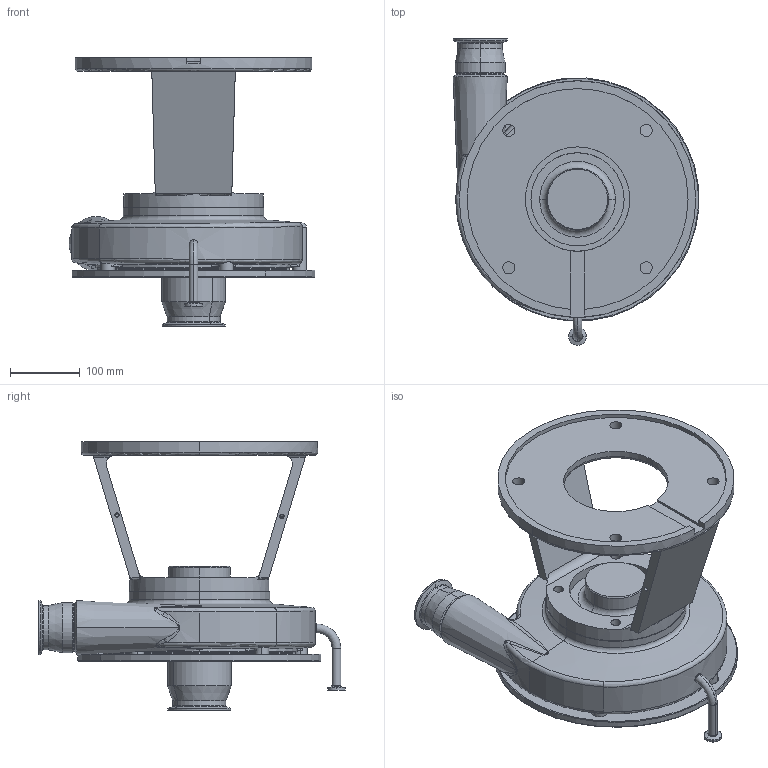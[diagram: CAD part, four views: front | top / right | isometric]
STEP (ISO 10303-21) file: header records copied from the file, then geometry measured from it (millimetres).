
FILE_DESCRIPTION (( 'STEP AP214' ), '1' );
FILE_NAME ('FPX 3551-3552 320TSC VERT 1-2 In ELBOW FRONT DRAIN.STEP', '2023-01-16T17:36:38', ( '' ), ( '' ), 'SwSTEP 2.0', 'SolidWorks 2021', '' );
FILE_SCHEMA (( 'AUTOMOTIVE_DESIGN' ));
Length unit declared in the file: millimetre
Products named in the file (1): FPX 3551-3552 320TSC VERT 1-2 In ELBOW FRONT DRAIN
Bounding box: 353.57 x 440.7 x 386.5 mm (x, y, z)
Volume: 8224429.5 mm3; surface area: 836923.5 mm2
Topology: 2 solids, 5 shells, 431 faces, 1044 edges, 632 vertices
Faces by surface type: cylinder 155, cone 82, plane 81, torus 71, bspline 36, sphere 6
Entity records: 17646 total; most frequent: CARTESIAN_POINT 7775, DIRECTION 2096, ORIENTED_EDGE 2054, EDGE_CURVE 1027, AXIS2_PLACEMENT_3D 890, VERTEX_POINT 632, CIRCLE 494, EDGE_LOOP 483
